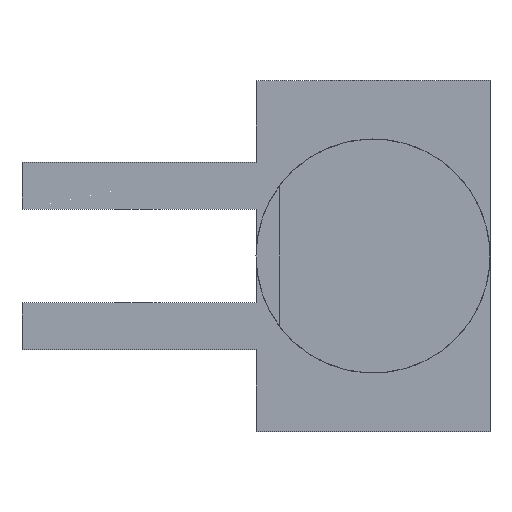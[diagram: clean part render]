
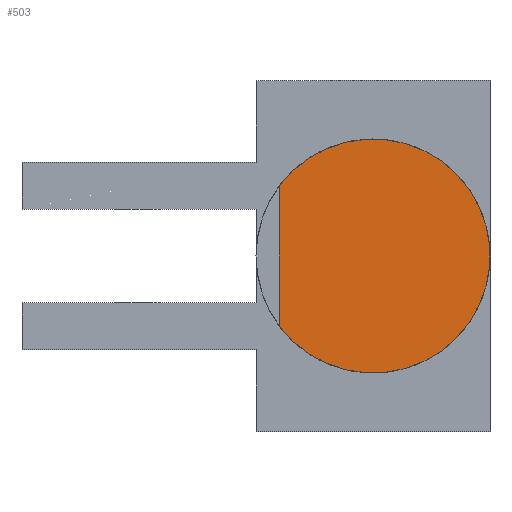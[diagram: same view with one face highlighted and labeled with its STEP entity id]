
A CAD part, left-side view. The second image highlights one B-rep face of the part: STEP entity #503.
In plain terms, the highlighted planar face has unit normal (-1, 0, 0).
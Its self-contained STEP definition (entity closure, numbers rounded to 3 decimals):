
#27=PLANE('',#555);
#49=FACE_OUTER_BOUND('',#76,.T.);
#76=EDGE_LOOP('',(#371,#372));
#113=LINE('',#820,#164);
#164=VECTOR('',#607,10.);
#218=CIRCLE('',#556,5.);
#237=VERTEX_POINT('',#818);
#238=VERTEX_POINT('',#819);
#287=EDGE_CURVE('',#237,#238,#113,.T.);
#293=EDGE_CURVE('',#238,#237,#218,.T.);
#371=ORIENTED_EDGE('',*,*,#287,.T.);
#372=ORIENTED_EDGE('',*,*,#293,.T.);
#503=ADVANCED_FACE('',(#49),#27,.F.);
#555=AXIS2_PLACEMENT_3D('',#830,#617,#618);
#556=AXIS2_PLACEMENT_3D('',#831,#619,#620);
#607=DIRECTION('',(0.,0.,-1.));
#617=DIRECTION('center_axis',(1.,0.,0.));
#618=DIRECTION('ref_axis',(0.,0.,-1.));
#619=DIRECTION('center_axis',(-1.,0.,0.));
#620=DIRECTION('ref_axis',(0.,-1.,0.));
#818=CARTESIAN_POINT('',(0.,4.,3.));
#819=CARTESIAN_POINT('',(0.,4.,-3.));
#820=CARTESIAN_POINT('',(0.,4.,1.5));
#830=CARTESIAN_POINT('Origin',(0.,0.,0.));
#831=CARTESIAN_POINT('Origin',(0.,0.,0.));
